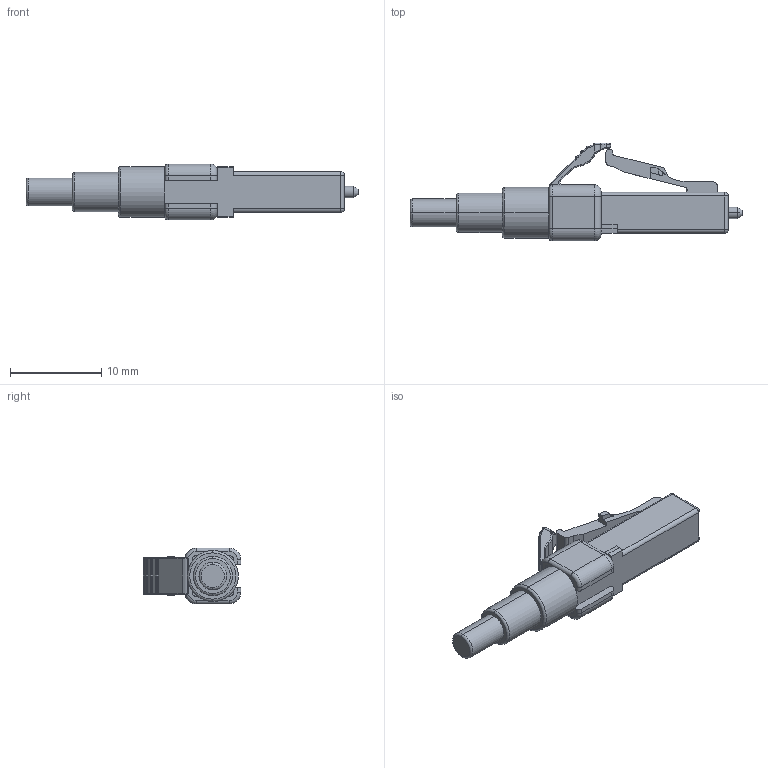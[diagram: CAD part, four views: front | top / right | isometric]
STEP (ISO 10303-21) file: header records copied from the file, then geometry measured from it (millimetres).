
FILE_DESCRIPTION (( 'STEP AP214' ), '1' );
FILE_NAME ('FOTRM-LCU_3D.STEP', '2020-11-11T17:11:56', ( '' ), ( '' ), 'SwSTEP 2.0', 'SolidWorks 2018', '' );
FILE_SCHEMA (( 'AUTOMOTIVE_DESIGN' ));
Length unit declared in the file: inch
Products named in the file (4): 1AF02-066-MA3; FOTRM-MA1; 1AF02-066-MA1; FOTRM-LCU_3D
Assembly tree (3 placements, depth 2):
  FOTRM-LCU_3D
    1AF02-066-MA1
    1AF02-066-MA3
    FOTRM-MA1
Bounding box: 36.47 x 10.73 x 6.15 mm (x, y, z)
Volume: 771.7 mm3; surface area: 1084.1 mm2
Topology: 3 solids, 3 shells, 249 faces, 607 edges, 354 vertices
Faces by surface type: cylinder 89, plane 68, torus 52, bspline 32, cone 4, sphere 4
Entity records: 8340 total; most frequent: CARTESIAN_POINT 2422, DIRECTION 1247, ORIENTED_EDGE 1182, EDGE_CURVE 591, AXIS2_PLACEMENT_3D 499, VERTEX_POINT 354, CIRCLE 276, EDGE_LOOP 255
